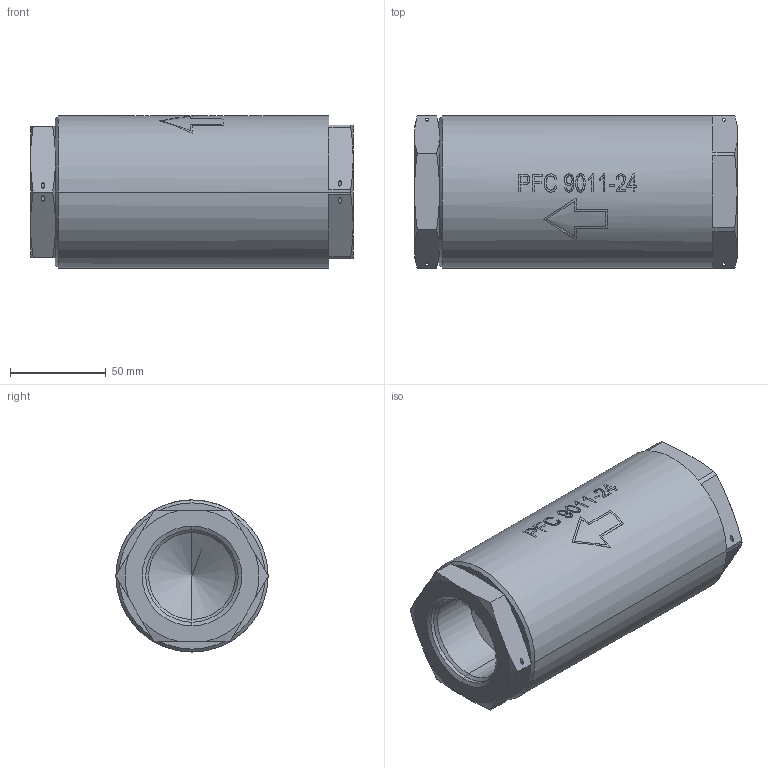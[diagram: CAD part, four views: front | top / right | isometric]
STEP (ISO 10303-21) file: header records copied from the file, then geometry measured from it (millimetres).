
FILE_DESCRIPTION (( 'STEP AP214' ), '1' );
FILE_NAME ('09011024_AS5202(TT).STEP', '2015-07-01T16:27:08', ( '' ), ( '' ), 'SwSTEP 2.0', 'SolidWorks 2015', '' );
FILE_SCHEMA (( 'AUTOMOTIVE_DESIGN' ));
Length unit declared in the file: millimetre
Products named in the file (3): 09011246_AS5202(ADAPTER); 09011024_AS5202(TT); 09011241_AS5202(BODY)
Assembly tree (2 placements, depth 2):
  09011024_AS5202(TT)
    09011246_AS5202(ADAPTER)
    09011241_AS5202(BODY)
Bounding box: 168.28 x 79.38 x 79.38 mm (x, y, z)
Volume: 709388.8 mm3; surface area: 79239.8 mm2
Topology: 2 solids, 2 shells, 225 faces, 568 edges, 363 vertices
Faces by surface type: plane 92, bspline 46, cylinder 42, cone 39, torus 6
Entity records: 9847 total; most frequent: CARTESIAN_POINT 4707, ORIENTED_EDGE 1128, DIRECTION 915, EDGE_CURVE 564, VERTEX_POINT 363, AXIS2_PLACEMENT_3D 331, VECTOR 253, EDGE_LOOP 253
